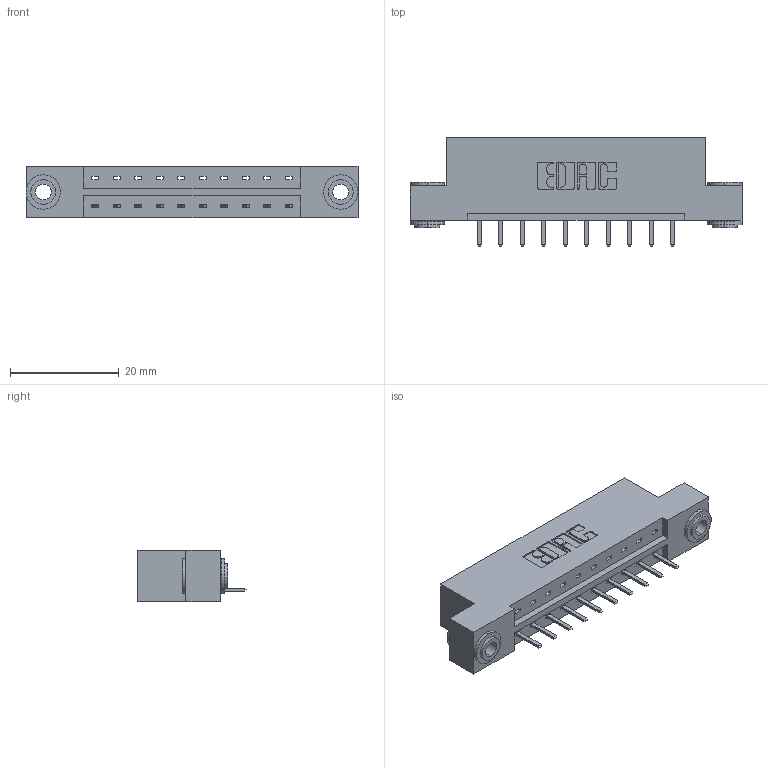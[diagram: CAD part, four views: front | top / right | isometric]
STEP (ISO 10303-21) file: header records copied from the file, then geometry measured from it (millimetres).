
FILE_DESCRIPTION (( 'STEP AP203' ), '1' );
FILE_NAME ('833-010-520-103.STEP', '2020-05-30T18:04:40', ( '' ), ( '' ), 'SwSTEP 2.0', 'SolidWorks 2020', '' );
FILE_SCHEMA (( 'CONFIG_CONTROL_DESIGN' ));
Length unit declared in the file: inch
Products named in the file (4): 345-250-002_345-250-002-102; 833-010-520-103; 833 Part_Flush - .156 Dia - TH; 345-292-001_345-293-120
Assembly tree (13 placements, depth 2):
  833-010-520-103
    833 Part_Flush - .156 Dia - TH
    345-292-001_345-293-120  x10
    345-250-002_345-250-002-102  x2
Bounding box: 61.16 x 20.02 x 9.4 mm (x, y, z)
Volume: 5870.2 mm3; surface area: 6268.6 mm2
Topology: 13 solids, 13 shells, 772 faces, 2227 edges, 1454 vertices
Faces by surface type: plane 520, cylinder 244, cone 8
Entity records: 11016 total; most frequent: CARTESIAN_POINT 1895, ORIENTED_EDGE 1822, DIRECTION 1685, EDGE_CURVE 911, VECTOR 755, LINE 755, VERTEX_POINT 602, AXIS2_PLACEMENT_3D 465
